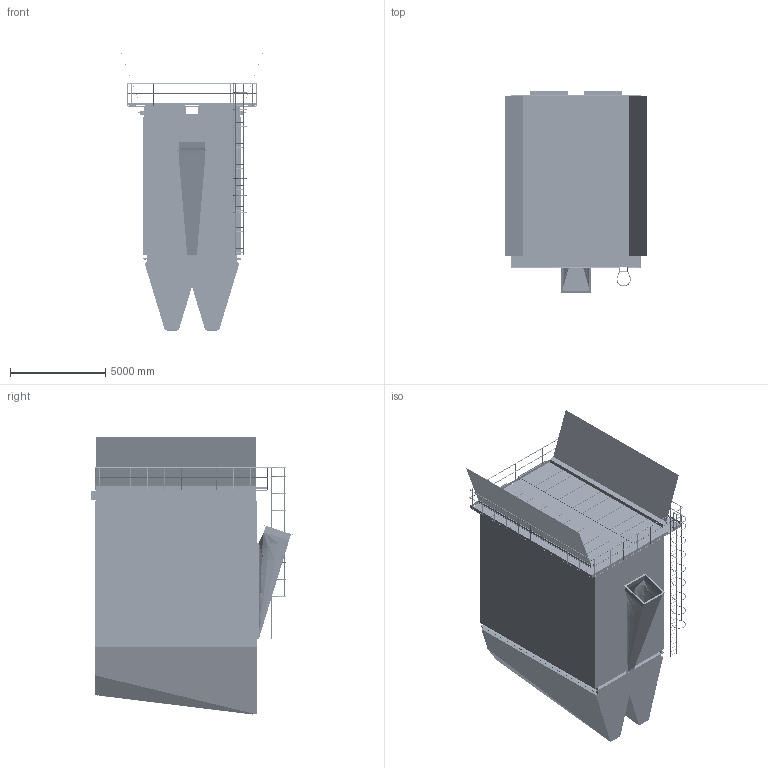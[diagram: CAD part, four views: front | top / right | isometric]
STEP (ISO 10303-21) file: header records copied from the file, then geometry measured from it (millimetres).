
FILE_DESCRIPTION(/* description */ (''),/* implementation_level */ '2;1');
FILE_NAME(/* name */ 'pardubice1.stp',/* time_stamp */ '2017-06-30T13:28:01+02:00',/* author */ ('ja'),/* organization */ (''),/* preprocessor_version */ 'ST-DEVELOPER v15.6',/* originating_system */ 'Autodesk Inventor 2015',/* authorisation */ '');
FILE_SCHEMA (('CONFIG_CONTROL_DESIGN'));
Products named in the file (12): pardubice1; Kolektor pardubice1; ocieplenie1 pardubice1; PP-348-050-04; ocieplenie2 pardubice1; PP-348-050-02; PP-348-050-05; PP-348-050-03; wlot1 pardubice1; dach1 pardubice1; pardubice1-barierki; Pardubice1
Bounding box: 7408.17 x 10543.41 x 14550.84 mm (x, y, z)
Volume: 3890255596.2 mm3; surface area: 1975323177.7 mm2
Topology: 96 solids, 257 shells, 5101 faces, 11645 edges, 7617 vertices
Faces by surface type: plane 2944, cylinder 2131, torus 18, bspline 8
Full cylindrical faces by diameter (mm): 10 x66, 14 x108, 20 x108, 20.139 x4, 22 x4, 33 x32, 36 x188, 37 x24, 42 x189, 48 x1, 50 x66, 60.3 x66, 63 x66, 70 x66, 75 x198, 78.9 x5, 88.9 x5, 117 x16, 127 x8, 142 x6, 165 x57
Entity records: 114819 total; most frequent: CARTESIAN_POINT 44379, DIRECTION 13888, ORIENTED_EDGE 12476, EDGE_CURVE 6201, EDGE_LOOP 5181, AXIS2_PLACEMENT_3D 4981, VERTEX_POINT 4459, LINE 3926
